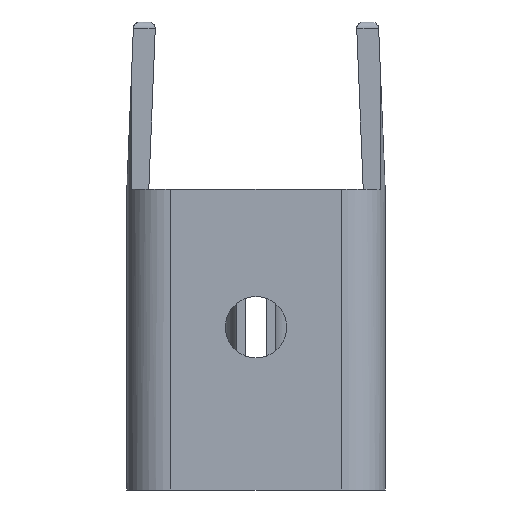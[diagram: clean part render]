
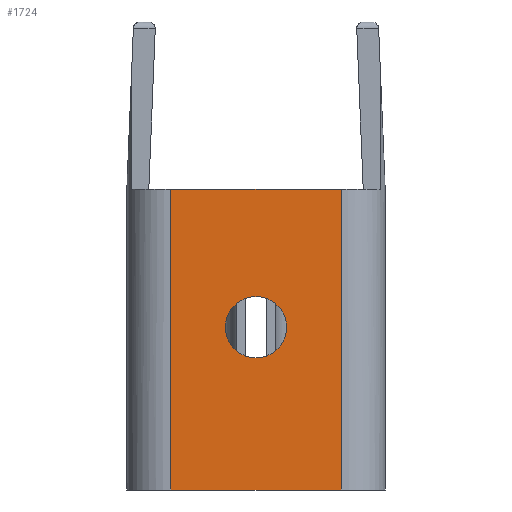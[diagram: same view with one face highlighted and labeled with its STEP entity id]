
A CAD part, front view. The second image highlights one B-rep face of the part: STEP entity #1724.
In plain terms, the highlighted planar face has unit normal (0, -1, 0).
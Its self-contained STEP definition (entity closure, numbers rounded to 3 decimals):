
#12 = CARTESIAN_POINT ( 'NONE',  ( 1.945, 0., -3.43 ) ) ;
#152 = VERTEX_POINT ( 'NONE', #753 ) ;
#160 = ORIENTED_EDGE ( 'NONE', *, *, #2001, .T. ) ;
#275 = AXIS2_PLACEMENT_3D ( 'NONE', #1070, #1061, #1863 ) ;
#300 = EDGE_CURVE ( 'NONE', #611, #681, #1619, .T. ) ;
#434 = CARTESIAN_POINT ( 'NONE',  ( 1.945, 0., 0. ) ) ;
#456 = CARTESIAN_POINT ( 'NONE',  ( 1.945, 0., 3.43 ) ) ;
#514 = DIRECTION ( 'NONE',  ( 0., 0., 1. ) ) ;
#538 = DIRECTION ( 'NONE',  ( 0., 0., 1. ) ) ;
#586 = CARTESIAN_POINT ( 'NONE',  ( -1.945, 0., 0. ) ) ;
#601 = DIRECTION ( 'NONE',  ( 0., 0., 1. ) ) ;
#611 = VERTEX_POINT ( 'NONE', #1410 ) ;
#621 = CARTESIAN_POINT ( 'NONE',  ( -1.945, 0., -3.43 ) ) ;
#638 = EDGE_LOOP ( 'NONE', ( #1504, #160, #1622, #1100 ) ) ;
#681 = VERTEX_POINT ( 'NONE', #621 ) ;
#738 = CARTESIAN_POINT ( 'NONE',  ( 0., 0., 0.28 ) ) ;
#739 = VECTOR ( 'NONE', #922, 1000. ) ;
#753 = CARTESIAN_POINT ( 'NONE',  ( 0., 0., 0.98 ) ) ;
#839 = VECTOR ( 'NONE', #1901, 1000. ) ;
#859 = EDGE_CURVE ( 'NONE', #152, #1077, #1188, .T. ) ;
#874 = AXIS2_PLACEMENT_3D ( 'NONE', #738, #1221, #538 ) ;
#900 = FACE_BOUND ( 'NONE', #1000, .T. ) ;
#908 = CARTESIAN_POINT ( 'NONE',  ( -2.945, 0., 3.43 ) ) ;
#922 = DIRECTION ( 'NONE',  ( 1., 0., 0. ) ) ;
#989 = ORIENTED_EDGE ( 'NONE', *, *, #859, .T. ) ;
#1000 = EDGE_LOOP ( 'NONE', ( #2113, #989 ) ) ;
#1061 = DIRECTION ( 'NONE',  ( 0., 1., 0. ) ) ;
#1070 = CARTESIAN_POINT ( 'NONE',  ( 0., 0., 0. ) ) ;
#1077 = VERTEX_POINT ( 'NONE', #1732 ) ;
#1100 = ORIENTED_EDGE ( 'NONE', *, *, #300, .T. ) ;
#1166 = VERTEX_POINT ( 'NONE', #12 ) ;
#1188 = CIRCLE ( 'NONE', #1581, 0.7 ) ;
#1201 = EDGE_CURVE ( 'NONE', #1077, #152, #1691, .T. ) ;
#1221 = DIRECTION ( 'NONE',  ( 0., 1., 0. ) ) ;
#1228 = EDGE_CURVE ( 'NONE', #611, #1249, #2079, .T. ) ;
#1238 = CARTESIAN_POINT ( 'NONE',  ( -2.945, 0., -3.43 ) ) ;
#1243 = LINE ( 'NONE', #434, #1583 ) ;
#1249 = VERTEX_POINT ( 'NONE', #456 ) ;
#1364 = CARTESIAN_POINT ( 'NONE',  ( 0., 0., 0.28 ) ) ;
#1410 = CARTESIAN_POINT ( 'NONE',  ( -1.945, 0., 3.43 ) ) ;
#1416 = LINE ( 'NONE', #1238, #839 ) ;
#1450 = DIRECTION ( 'NONE',  ( 0., 0., -1. ) ) ;
#1504 = ORIENTED_EDGE ( 'NONE', *, *, #1677, .F. ) ;
#1578 = VECTOR ( 'NONE', #1450, 1000. ) ;
#1581 = AXIS2_PLACEMENT_3D ( 'NONE', #1364, #1689, #514 ) ;
#1583 = VECTOR ( 'NONE', #601, 1000. ) ;
#1610 = PLANE ( 'NONE',  #275 ) ;
#1619 = LINE ( 'NONE', #586, #1578 ) ;
#1622 = ORIENTED_EDGE ( 'NONE', *, *, #1228, .F. ) ;
#1677 = EDGE_CURVE ( 'NONE', #1166, #681, #1416, .T. ) ;
#1689 = DIRECTION ( 'NONE',  ( 0., 1., 0. ) ) ;
#1691 = CIRCLE ( 'NONE', #874, 0.7 ) ;
#1724 = ADVANCED_FACE ( 'NONE', ( #900, #2062 ), #1610, .F. ) ;
#1732 = CARTESIAN_POINT ( 'NONE',  ( 0., 0., -0.42 ) ) ;
#1863 = DIRECTION ( 'NONE',  ( 0., 0., 1. ) ) ;
#1901 = DIRECTION ( 'NONE',  ( -1., 0., 0. ) ) ;
#2001 = EDGE_CURVE ( 'NONE', #1166, #1249, #1243, .T. ) ;
#2062 = FACE_OUTER_BOUND ( 'NONE', #638, .T. ) ;
#2079 = LINE ( 'NONE', #908, #739 ) ;
#2113 = ORIENTED_EDGE ( 'NONE', *, *, #1201, .T. ) ;
